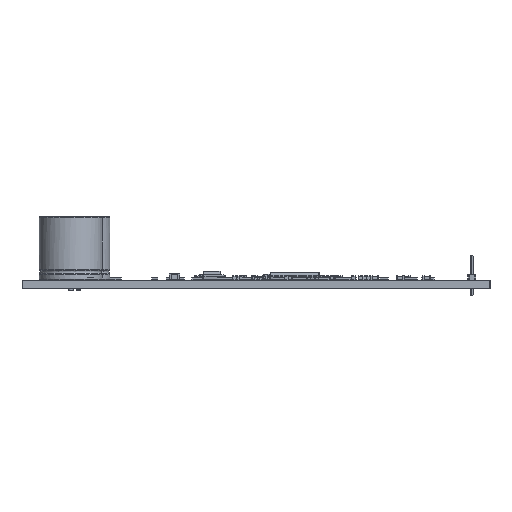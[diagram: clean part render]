
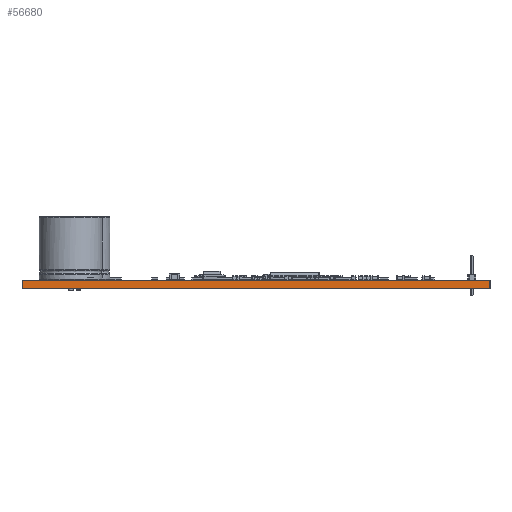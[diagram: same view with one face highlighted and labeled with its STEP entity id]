
A CAD part, left-side view. The second image highlights one B-rep face of the part: STEP entity #56680.
In plain terms, the highlighted planar face has unit normal (-1, 0, 0).
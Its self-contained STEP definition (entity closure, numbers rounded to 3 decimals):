
#56624 = VERTEX_POINT('',#56625);
#56625 = CARTESIAN_POINT('',(60.75,-146.75,1.6));
#56631 = EDGE_CURVE('',#56632,#56624,#56634,.T.);
#56632 = VERTEX_POINT('',#56633);
#56633 = CARTESIAN_POINT('',(60.75,-146.75,0.));
#56634 = LINE('',#56635,#56636);
#56635 = CARTESIAN_POINT('',(60.75,-146.75,0.));
#56636 = VECTOR('',#56637,1.);
#56637 = DIRECTION('',(0.,0.,1.));
#56680 = ADVANCED_FACE('',(#56681),#56706,.T.);
#56681 = FACE_BOUND('',#56682,.T.);
#56682 = EDGE_LOOP('',(#56683,#56684,#56692,#56700));
#56683 = ORIENTED_EDGE('',*,*,#56631,.T.);
#56684 = ORIENTED_EDGE('',*,*,#56685,.T.);
#56685 = EDGE_CURVE('',#56624,#56686,#56688,.T.);
#56686 = VERTEX_POINT('',#56687);
#56687 = CARTESIAN_POINT('',(60.75,-54.25,1.6));
#56688 = LINE('',#56689,#56690);
#56689 = CARTESIAN_POINT('',(60.75,-146.75,1.6));
#56690 = VECTOR('',#56691,1.);
#56691 = DIRECTION('',(0.,1.,0.));
#56692 = ORIENTED_EDGE('',*,*,#56693,.F.);
#56693 = EDGE_CURVE('',#56694,#56686,#56696,.T.);
#56694 = VERTEX_POINT('',#56695);
#56695 = CARTESIAN_POINT('',(60.75,-54.25,0.));
#56696 = LINE('',#56697,#56698);
#56697 = CARTESIAN_POINT('',(60.75,-54.25,0.));
#56698 = VECTOR('',#56699,1.);
#56699 = DIRECTION('',(0.,0.,1.));
#56700 = ORIENTED_EDGE('',*,*,#56701,.F.);
#56701 = EDGE_CURVE('',#56632,#56694,#56702,.T.);
#56702 = LINE('',#56703,#56704);
#56703 = CARTESIAN_POINT('',(60.75,-146.75,0.));
#56704 = VECTOR('',#56705,1.);
#56705 = DIRECTION('',(0.,1.,0.));
#56706 = PLANE('',#56707);
#56707 = AXIS2_PLACEMENT_3D('',#56708,#56709,#56710);
#56708 = CARTESIAN_POINT('',(60.75,-146.75,0.));
#56709 = DIRECTION('',(-1.,0.,0.));
#56710 = DIRECTION('',(0.,1.,0.));
